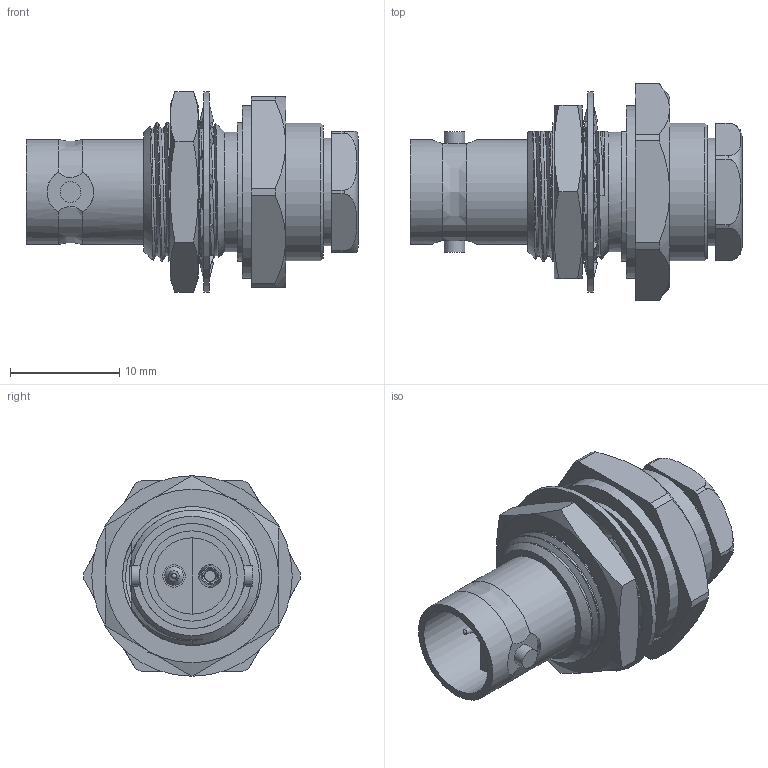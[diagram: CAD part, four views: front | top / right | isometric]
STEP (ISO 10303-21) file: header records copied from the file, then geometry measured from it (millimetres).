
FILE_DESCRIPTION (( 'STEP AP203' ), '1' );
FILE_NAME ('PE44114_3D.step', '2021-03-10T16:33:53', ( '' ), ( '' ), 'SwSTEP 2.0', 'SolidWorks 2020', '' );
FILE_SCHEMA (( 'CONFIG_CONTROL_DESIGN' ));
Length unit declared in the file: inch
Products named in the file (1): PE44114_3D
Bounding box: 30.38 x 19.8 x 18.34 mm (x, y, z)
Volume: 3209.6 mm3; surface area: 3590.1 mm2
Topology: 4 solids, 5 shells, 247 faces, 666 edges, 445 vertices
Faces by surface type: plane 74, bspline 73, cylinder 63, cone 36, torus 1
Full cylindrical faces by diameter (mm): 0.711 x1, 0.965 x1, 1.016 x1, 1.627 x1, 1.717 x1, 1.905 x2, 2.057 x1, 2.108 x1, 6.424 x1, 6.985 x1, 8.255 x1, 9.601 x2, 9.841 x1, 10.935 x1, 12.618 x1, 12.7 x1, 12.915 x1, 15.837 x1, 16.522 x1, 18.339 x1
Entity records: 19523 total; most frequent: CARTESIAN_POINT 14154, ORIENTED_EDGE 1240, DIRECTION 853, EDGE_CURVE 620, VERTEX_POINT 430, AXIS2_PLACEMENT_3D 332, EDGE_LOOP 296, FACE_OUTER_BOUND 268
